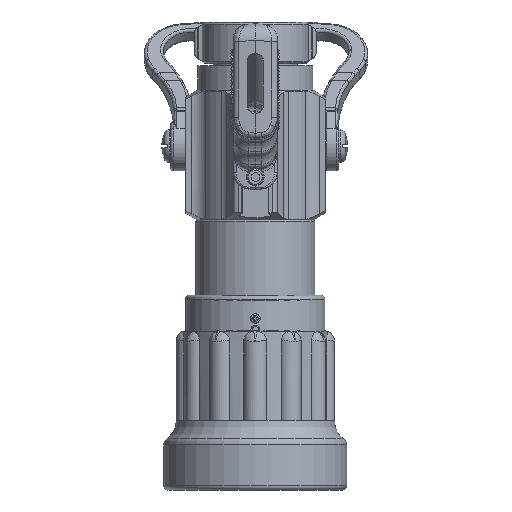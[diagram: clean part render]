
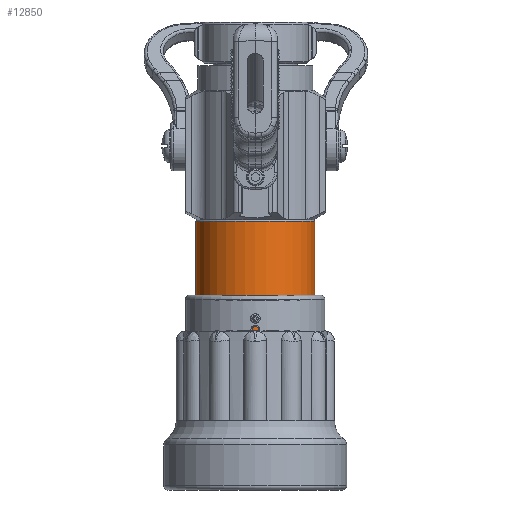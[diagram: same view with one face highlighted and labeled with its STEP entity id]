
A CAD part, front view. The second image highlights one B-rep face of the part: STEP entity #12850.
In plain terms, the highlighted cylindrical face has radius 34.506 mm (diameter 69.012 mm), a partial arc.
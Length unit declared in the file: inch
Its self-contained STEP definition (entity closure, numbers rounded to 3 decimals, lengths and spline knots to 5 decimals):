
#1937 = CARTESIAN_POINT ( 'NONE',  ( 1.3585, 0., -3.981 ) ) ;
#1939 = CARTESIAN_POINT ( 'NONE',  ( 1.3585, 0., -1.383 ) ) ;
#1942 = CARTESIAN_POINT ( 'NONE',  ( -1.3585, 0., -1.383 ) ) ;
#1943 = CARTESIAN_POINT ( 'NONE',  ( -1.3585, 0., -3.981 ) ) ;
#12850 = ADVANCED_FACE ( 'NONE', ( #18383 ), #18388, .T. ) ;
#18383 = FACE_OUTER_BOUND ( 'NONE', #47653, .T. ) ;
#18388 = CYLINDRICAL_SURFACE ( 'NONE', #25019, 1.3585 ) ;
#23711 = EDGE_CURVE ( 'NONE', #56298, #56297, #101341, .T. ) ;
#23716 = EDGE_CURVE ( 'NONE', #56292, #56294, #101356, .T. ) ;
#25019 = AXIS2_PLACEMENT_3D ( 'NONE', #41328, #41323, #41315 ) ;
#28532 = AXIS2_PLACEMENT_3D ( 'NONE', #65705, #65707, #65708 ) ;
#28537 = AXIS2_PLACEMENT_3D ( 'NONE', #65719, #65721, #65723 ) ;
#36905 = EDGE_CURVE ( 'NONE', #56294, #56297, #101452, .T. ) ;
#36907 = EDGE_CURVE ( 'NONE', #56292, #56298, #101465, .T. ) ;
#41315 = DIRECTION ( 'NONE',  ( 1., 0., 0. ) ) ;
#41323 = DIRECTION ( 'NONE',  ( 0., 0., 1. ) ) ;
#41328 = CARTESIAN_POINT ( 'NONE',  ( 0., 0., -4.012 ) ) ;
#47653 = EDGE_LOOP ( 'NONE', ( #69074, #69076, #69078, #69080 ) ) ;
#56292 = VERTEX_POINT ( 'NONE', #1937 ) ;
#56294 = VERTEX_POINT ( 'NONE', #1939 ) ;
#56297 = VERTEX_POINT ( 'NONE', #1942 ) ;
#56298 = VERTEX_POINT ( 'NONE', #1943 ) ;
#65705 = CARTESIAN_POINT ( 'NONE',  ( 0., 0., -1.383 ) ) ;
#65707 = DIRECTION ( 'NONE',  ( 0., 0., -1. ) ) ;
#65708 = DIRECTION ( 'NONE',  ( 1., 0., 0. ) ) ;
#65719 = CARTESIAN_POINT ( 'NONE',  ( 0., 0., -3.981 ) ) ;
#65721 = DIRECTION ( 'NONE',  ( 0., 0., -1. ) ) ;
#65723 = DIRECTION ( 'NONE',  ( -1., 0., 0. ) ) ;
#69074 = ORIENTED_EDGE ( 'NONE', *, *, #23711, .F. ) ;
#69076 = ORIENTED_EDGE ( 'NONE', *, *, #36907, .F. ) ;
#69078 = ORIENTED_EDGE ( 'NONE', *, *, #23716, .T. ) ;
#69080 = ORIENTED_EDGE ( 'NONE', *, *, #36905, .T. ) ;
#101341 = LINE ( 'NONE', #110935, #101353 ) ;
#101353 = VECTOR ( 'NONE', #110940, 39.37008 ) ;
#101356 = LINE ( 'NONE', #110941, #101360 ) ;
#101360 = VECTOR ( 'NONE', #110939, 39.37008 ) ;
#101452 = CIRCLE ( 'NONE', #28532, 1.3585 ) ;
#101465 = CIRCLE ( 'NONE', #28537, 1.3585 ) ;
#110935 = CARTESIAN_POINT ( 'NONE',  ( -1.3585, 0., -4.012 ) ) ;
#110939 = DIRECTION ( 'NONE',  ( 0., 0., 1. ) ) ;
#110940 = DIRECTION ( 'NONE',  ( 0., 0., 1. ) ) ;
#110941 = CARTESIAN_POINT ( 'NONE',  ( 1.3585, 0., -4.012 ) ) ;
